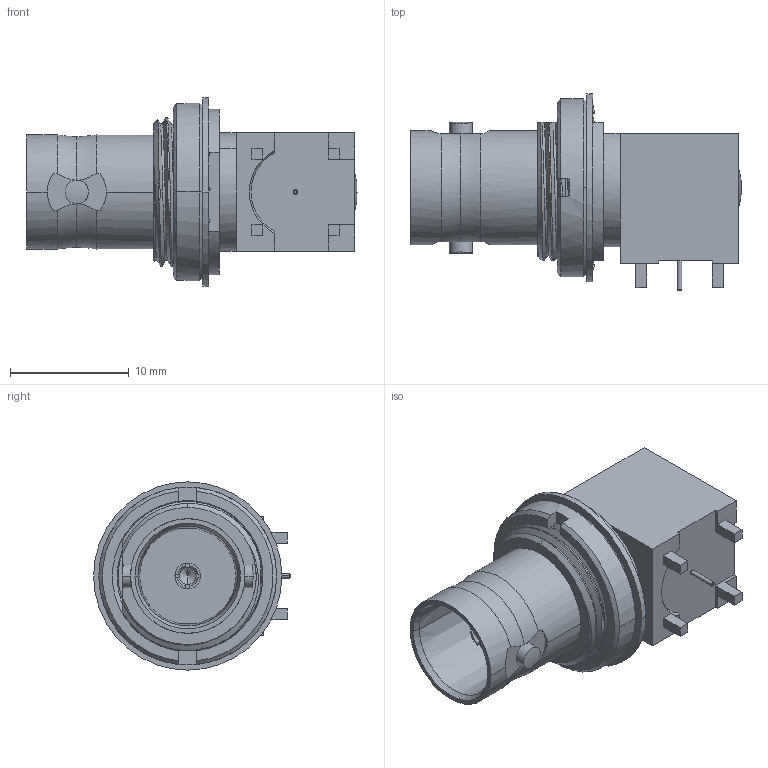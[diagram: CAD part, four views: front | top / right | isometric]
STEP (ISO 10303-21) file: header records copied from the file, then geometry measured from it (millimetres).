
FILE_DESCRIPTION(('STEP AP214'),'1');
FILE_NAME('A31-70535S-12G.step','2020-05-08T08:21:45',(' '),('ANSOFT Corporation'),'Spatial InterOp 3D',' ',' ');
FILE_SCHEMA(('AUTOMOTIVE_DESIGN { 1 0 10303 214 1 1 1 1 }'));
Length unit declared in the file: millimetre
Products named in the file (1): 3170535s12g_Unnamed_1_1
Bounding box: 27.92 x 16.6 x 15.88 mm (x, y, z)
Volume: 2333.9 mm3; surface area: 2383.3 mm2
Topology: 1 solids, 1 shells, 315 faces, 1004 edges, 635 vertices
Faces by surface type: plane 129, bspline 86, cylinder 62, cone 32, torus 4, sphere 2
Entity records: 25229 total; most frequent: CARTESIAN_POINT 15182, ORIENTED_EDGE 1888, DIRECTION 1203, EDGE_CURVE 944, VERTEX_POINT 607, LINE 429, VECTOR 429, AXIS2_PLACEMENT_3D 387
